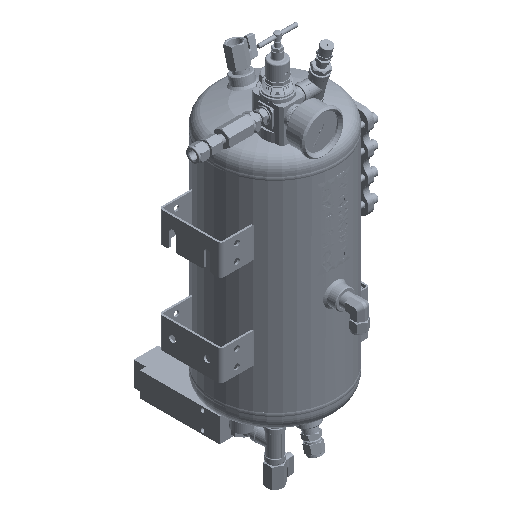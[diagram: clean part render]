
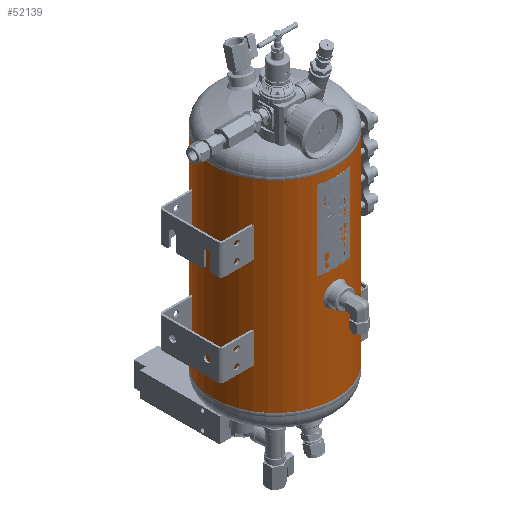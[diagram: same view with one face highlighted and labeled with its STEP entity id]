
A CAD part, isometric view. The second image highlights one B-rep face of the part: STEP entity #52139.
In plain terms, the highlighted cylindrical face has radius 100 mm (diameter 200 mm), a partial arc.
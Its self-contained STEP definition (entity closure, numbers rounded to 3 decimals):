
#3236=LINE('',#81578,#6606);
#3237=LINE('',#81583,#6607);
#3238=LINE('',#81587,#6608);
#3239=LINE('',#81591,#6609);
#6606=VECTOR('',#67503,1000.);
#6607=VECTOR('',#67506,1000.);
#6608=VECTOR('',#67509,1000.);
#6609=VECTOR('',#67512,1000.);
#9976=CIRCLE('',#62184,100.);
#9977=CIRCLE('',#62185,100.);
#9978=CIRCLE('',#62186,100.);
#9979=CIRCLE('',#62187,100.);
#11824=ORIENTED_EDGE('',*,*,#27494,.T.);
#11825=ORIENTED_EDGE('',*,*,#27495,.T.);
#11826=ORIENTED_EDGE('',*,*,#27496,.T.);
#11827=ORIENTED_EDGE('',*,*,#27497,.F.);
#11828=ORIENTED_EDGE('',*,*,#27498,.F.);
#11829=ORIENTED_EDGE('',*,*,#27499,.F.);
#11830=ORIENTED_EDGE('',*,*,#27500,.F.);
#11831=ORIENTED_EDGE('',*,*,#27501,.T.);
#11832=ORIENTED_EDGE('',*,*,#27502,.T.);
#11833=ORIENTED_EDGE('',*,*,#27503,.F.);
#11834=ORIENTED_EDGE('',*,*,#27504,.F.);
#27494=EDGE_CURVE('',#35329,#35329,#40806,.T.);
#27495=EDGE_CURVE('',#35330,#35330,#40807,.T.);
#27496=EDGE_CURVE('',#35331,#35331,#40808,.T.);
#27497=EDGE_CURVE('',#35332,#35333,#3236,.T.);
#27498=EDGE_CURVE('',#35334,#35332,#9976,.T.);
#27499=EDGE_CURVE('',#35335,#35334,#3237,.F.);
#27500=EDGE_CURVE('',#35336,#35335,#9977,.T.);
#27501=EDGE_CURVE('',#35336,#35337,#3238,.T.);
#27502=EDGE_CURVE('',#35337,#35338,#9978,.T.);
#27503=EDGE_CURVE('',#35339,#35338,#3239,.T.);
#27504=EDGE_CURVE('',#35333,#35339,#9979,.T.);
#35329=VERTEX_POINT('',#81553);
#35330=VERTEX_POINT('',#81565);
#35331=VERTEX_POINT('',#81577);
#35332=VERTEX_POINT('',#81579);
#35333=VERTEX_POINT('',#81580);
#35334=VERTEX_POINT('',#81582);
#35335=VERTEX_POINT('',#81584);
#35336=VERTEX_POINT('',#81586);
#35337=VERTEX_POINT('',#81588);
#35338=VERTEX_POINT('',#81590);
#35339=VERTEX_POINT('',#81592);
#40806=B_SPLINE_CURVE_WITH_KNOTS('',3,(#81534,#81535,#81536,#81537,#81538,
#81539,#81540,#81541,#81542,#81543,#81544,#81545,#81546,#81547,#81548,#81549,
#81550,#81551,#81552),.UNSPECIFIED.,.T.,.F.,(1,1,1,1,1,1,1,1,1,1,1,1,1,
1,1,1,1,1,1,1,1,1,1),(-0.018,-0.012,-0.006,
0.,0.006,0.012,0.018,0.023,
0.029,0.035,0.041,0.047,
0.053,0.059,0.065,0.07,
0.076,0.082,0.088,0.094,
0.1,0.106,0.112),.UNSPECIFIED.);
#40807=B_SPLINE_CURVE_WITH_KNOTS('',3,(#81554,#81555,#81556,#81557,#81558,
#81559,#81560,#81561,#81562,#81563,#81564),.UNSPECIFIED.,.T.,.F.,(1,1,1,
1,1,1,1,1,1,1,1,1,1,1,1),(-0.012,-0.008,-0.004,
0.,0.004,0.008,0.012,
0.016,0.02,0.023,0.027,
0.031,0.035,0.039,0.043),
 .UNSPECIFIED.);
#40808=B_SPLINE_CURVE_WITH_KNOTS('',3,(#81566,#81567,#81568,#81569,#81570,
#81571,#81572,#81573,#81574,#81575,#81576),.UNSPECIFIED.,.T.,.F.,(1,1,1,
1,1,1,1,1,1,1,1,1,1,1,1),(-0.012,-0.008,-0.004,
0.,0.004,0.008,0.012,
0.016,0.02,0.023,0.027,
0.031,0.035,0.039,0.043),
 .UNSPECIFIED.);
#43063=EDGE_LOOP('',(#11824));
#43064=EDGE_LOOP('',(#11825));
#43065=EDGE_LOOP('',(#11826));
#43066=EDGE_LOOP('',(#11827,#11828,#11829,#11830,#11831,#11832,#11833,#11834));
#47196=FACE_BOUND('',#43063,.T.);
#47197=FACE_BOUND('',#43064,.T.);
#47198=FACE_BOUND('',#43065,.T.);
#47199=FACE_BOUND('',#43066,.T.);
#51329=CYLINDRICAL_SURFACE('',#62183,100.);
#52139=ADVANCED_FACE('',(#47196,#47197,#47198,#47199),#51329,.T.);
#62183=AXIS2_PLACEMENT_3D('',#81533,#67501,#67502);
#62184=AXIS2_PLACEMENT_3D('',#81581,#67504,#67505);
#62185=AXIS2_PLACEMENT_3D('',#81585,#67507,#67508);
#62186=AXIS2_PLACEMENT_3D('',#81589,#67510,#67511);
#62187=AXIS2_PLACEMENT_3D('',#81593,#67513,#67514);
#67501=DIRECTION('',(0.,-1.,0.));
#67502=DIRECTION('',(0.,0.,-1.));
#67503=DIRECTION('',(0.,-1.,0.));
#67504=DIRECTION('',(0.,1.,0.));
#67505=DIRECTION('',(1.,0.,0.));
#67506=DIRECTION('',(0.,-1.,0.));
#67507=DIRECTION('',(0.,-1.,0.));
#67508=DIRECTION('',(1.,0.,0.));
#67509=DIRECTION('',(0.,-1.,0.));
#67510=DIRECTION('',(0.,1.,0.));
#67511=DIRECTION('',(1.,0.,0.));
#67512=DIRECTION('',(0.,-1.,0.));
#67513=DIRECTION('',(0.,-1.,0.));
#67514=DIRECTION('',(1.,0.,0.));
#81533=CARTESIAN_POINT('',(0.,330.,0.));
#81534=CARTESIAN_POINT('',(-98.994,187.429,14.208));
#81535=CARTESIAN_POINT('',(-98.806,181.503,15.395));
#81536=CARTESIAN_POINT('',(-98.993,175.608,14.214));
#81537=CARTESIAN_POINT('',(-99.436,170.625,10.88));
#81538=CARTESIAN_POINT('',(-99.878,167.295,5.9));
#81539=CARTESIAN_POINT('',(-100.061,166.117,0.009));
#81540=CARTESIAN_POINT('',(-99.879,167.288,-5.887));
#81541=CARTESIAN_POINT('',(-99.437,170.623,-10.879));
#81542=CARTESIAN_POINT('',(-98.992,175.61,-14.215));
#81543=CARTESIAN_POINT('',(-98.807,181.503,-15.391));
#81544=CARTESIAN_POINT('',(-98.992,187.396,-14.219));
#81545=CARTESIAN_POINT('',(-99.435,192.379,-10.892));
#81546=CARTESIAN_POINT('',(-99.877,195.718,-5.914));
#81547=CARTESIAN_POINT('',(-100.061,196.901,-0.013));
#81548=CARTESIAN_POINT('',(-99.878,195.728,5.889));
#81549=CARTESIAN_POINT('',(-99.437,192.395,10.874));
#81550=CARTESIAN_POINT('',(-98.994,187.429,14.208));
#81551=CARTESIAN_POINT('',(-98.806,181.503,15.395));
#81552=CARTESIAN_POINT('',(-98.993,175.608,14.214));
#81553=CARTESIAN_POINT('',(-98.869,181.508,15.));
#81554=CARTESIAN_POINT('',(3.922,158.915,-99.937));
#81555=CARTESIAN_POINT('',(-0.001,160.542,-100.031));
#81556=CARTESIAN_POINT('',(-3.918,158.916,-99.937));
#81557=CARTESIAN_POINT('',(-5.54,155.004,-99.844));
#81558=CARTESIAN_POINT('',(-3.921,151.083,-99.937));
#81559=CARTESIAN_POINT('',(-0.001,149.46,-100.031));
#81560=CARTESIAN_POINT('',(3.913,151.078,-99.938));
#81561=CARTESIAN_POINT('',(5.541,154.994,-99.844));
#81562=CARTESIAN_POINT('',(3.922,158.915,-99.937));
#81563=CARTESIAN_POINT('',(-0.001,160.542,-100.031));
#81564=CARTESIAN_POINT('',(-3.918,158.916,-99.937));
#81565=CARTESIAN_POINT('',(0.,160.,-100.));
#81566=CARTESIAN_POINT('',(3.922,48.915,-99.937));
#81567=CARTESIAN_POINT('',(-0.001,50.542,-100.031));
#81568=CARTESIAN_POINT('',(-3.918,48.916,-99.937));
#81569=CARTESIAN_POINT('',(-5.54,45.004,-99.844));
#81570=CARTESIAN_POINT('',(-3.921,41.083,-99.937));
#81571=CARTESIAN_POINT('',(-0.001,39.46,-100.031));
#81572=CARTESIAN_POINT('',(3.913,41.078,-99.938));
#81573=CARTESIAN_POINT('',(5.541,44.994,-99.844));
#81574=CARTESIAN_POINT('',(3.922,48.915,-99.937));
#81575=CARTESIAN_POINT('',(-0.001,50.542,-100.031));
#81576=CARTESIAN_POINT('',(-3.918,48.916,-99.937));
#81577=CARTESIAN_POINT('',(0.,50.,-100.));
#81578=CARTESIAN_POINT('',(-0.241,165.,100.));
#81579=CARTESIAN_POINT('',(-0.241,330.,100.));
#81580=CARTESIAN_POINT('',(-0.241,265.,100.));
#81581=CARTESIAN_POINT('',(0.,330.,0.));
#81582=CARTESIAN_POINT('',(0.241,330.,100.));
#81583=CARTESIAN_POINT('',(0.241,165.,100.));
#81584=CARTESIAN_POINT('',(0.241,265.,100.));
#81585=CARTESIAN_POINT('',(0.,265.,0.));
#81586=CARTESIAN_POINT('',(0.254,265.,100.));
#81587=CARTESIAN_POINT('',(0.254,265.,100.));
#81588=CARTESIAN_POINT('',(0.254,0.,100.));
#81589=CARTESIAN_POINT('',(0.,0.,0.));
#81590=CARTESIAN_POINT('',(-0.254,0.,100.));
#81591=CARTESIAN_POINT('',(-0.254,265.,100.));
#81592=CARTESIAN_POINT('',(-0.254,265.,100.));
#81593=CARTESIAN_POINT('',(0.,265.,0.));
